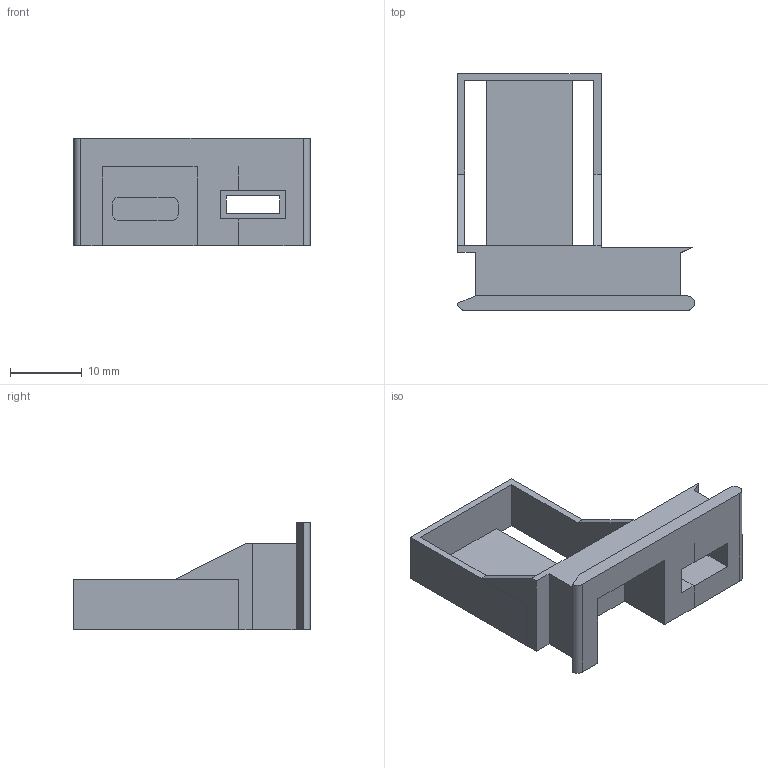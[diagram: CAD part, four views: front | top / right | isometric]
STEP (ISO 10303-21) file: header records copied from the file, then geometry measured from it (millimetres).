
FILE_DESCRIPTION(/* description */ (''),/* implementation_level */ '2;1');
FILE_NAME(/* name */ 'hodler xiao blee with swtich v1.step',/* time_stamp */ '2024-10-22T22:12:24+02:00',/* author */ (''),/* organization */ (''),/* preprocessor_version */ 'ST-DEVELOPER v20',/* originating_system */ 'Autodesk Translation Framework v13.20.0.188',/* authorisation */ '');
FILE_SCHEMA (('AUTOMOTIVE_DESIGN { 1 0 10303 214 3 1 1 }'));
Length unit declared in the file: millimetre
Products named in the file (1): hodler xiao blee with swtich
Bounding box: 33 x 33 x 15 mm (x, y, z)
Volume: 2695.7 mm3; surface area: 3913.8 mm2
Topology: 1 solids, 1 shells, 56 faces, 166 edges, 110 vertices
Faces by surface type: plane 50, cylinder 6
Entity records: 1895 total; most frequent: CARTESIAN_POINT 333, ORIENTED_EDGE 332, DIRECTION 292, EDGE_CURVE 166, LINE 154, VECTOR 154, VERTEX_POINT 110, AXIS2_PLACEMENT_3D 69
